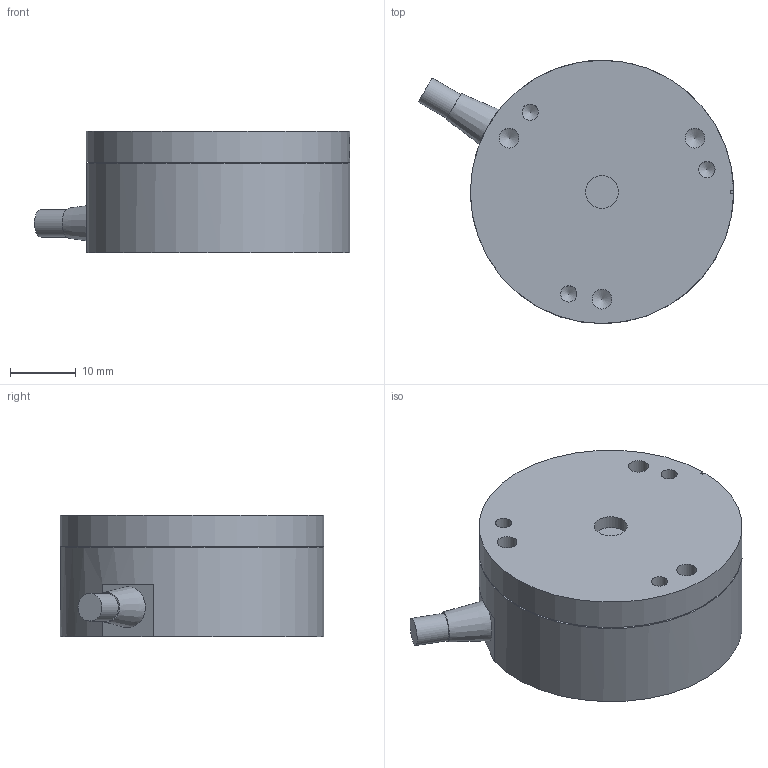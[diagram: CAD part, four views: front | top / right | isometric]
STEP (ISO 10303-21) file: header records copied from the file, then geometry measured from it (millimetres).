
FILE_DESCRIPTION((''),'2;1');
FILE_NAME('RFT40.stp','2016-09-23T15:01:28',('Jin'),(''),'Autodesk Inventor 2011','Autodesk Inventor 2011','');
FILE_SCHEMA(('AUTOMOTIVE_DESIGN { 1 0 10303 214 1 1 1 1 }'));
Length unit declared in the file: millimetre
Products named in the file (1): RFT40
Bounding box: 47.9 x 40 x 18.5 mm (x, y, z)
Volume: 23143.5 mm3; surface area: 5527 mm2
Topology: 1 solids, 1 shells, 60 faces, 146 edges, 92 vertices
Faces by surface type: plane 30, cylinder 17, cone 13
Full cylindrical faces by diameter (mm): 2.459 x6, 2.5 x3, 3 x3, 4.2 x1, 5 x1, 39 x1, 40 x2
Entity records: 1489 total; most frequent: DIRECTION 273, CARTESIAN_POINT 238, ORIENTED_EDGE 200, AXIS2_PLACEMENT_3D 112, EDGE_CURVE 100, EDGE_LOOP 95, VERTEX_POINT 77, FACE_OUTER_BOUND 60
